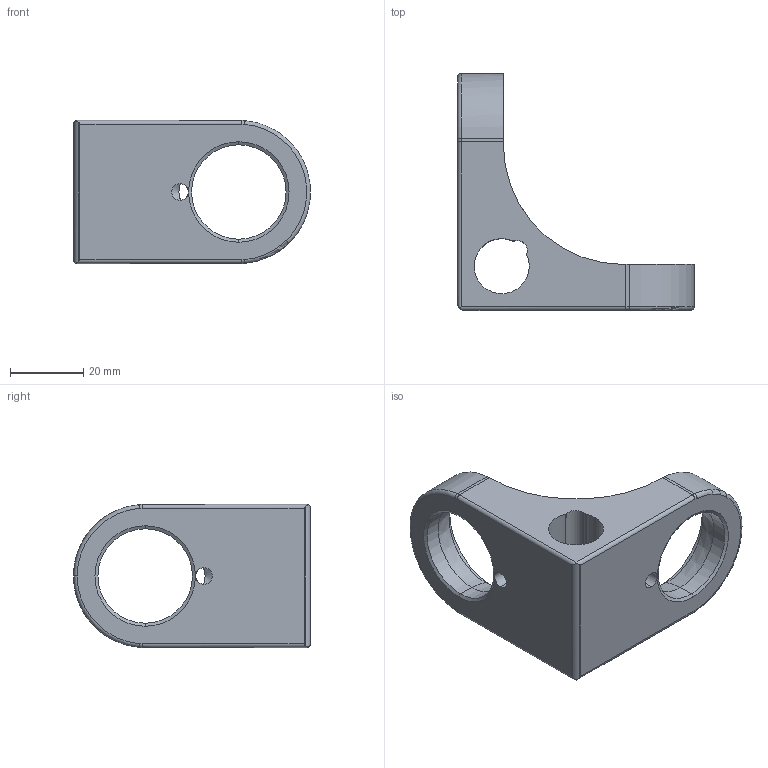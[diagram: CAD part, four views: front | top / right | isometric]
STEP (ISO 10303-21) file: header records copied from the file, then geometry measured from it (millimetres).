
FILE_DESCRIPTION (( 'STEP AP214' ), '1' );
FILE_NAME ('40mm Compound Angle Bracket(40RAB-0421-001-00).STEP', '2023-08-29T18:07:31', ( '' ), ( '' ), 'SwSTEP 2.0', 'SolidWorks 2020', '' );
FILE_SCHEMA (( 'AUTOMOTIVE_DESIGN' ));
Length unit declared in the file: millimetre
Products named in the file (1): 40mm Compound Angle Bracket(40RAB-0421-001-00)
Bounding box: 64.5 x 64.5 x 39 mm (x, y, z)
Volume: 38232.9 mm3; surface area: 13512.4 mm2
Topology: 1 solids, 1 shells, 65 faces, 177 edges, 110 vertices
Faces by surface type: cylinder 34, cone 14, plane 14, torus 3
Entity records: 2955 total; most frequent: CARTESIAN_POINT 559, ORIENTED_EDGE 354, DIRECTION 350, EDGE_CURVE 177, AXIS2_PLACEMENT_3D 137, VERTEX_POINT 110, VECTOR 76, LINE 76
